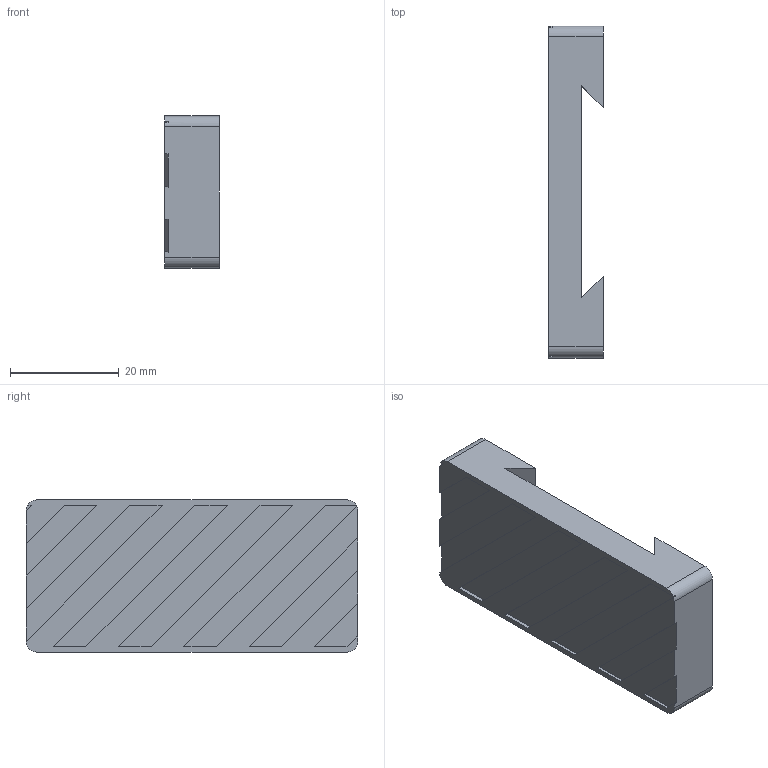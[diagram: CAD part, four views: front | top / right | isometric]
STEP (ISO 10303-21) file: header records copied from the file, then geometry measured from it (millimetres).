
FILE_DESCRIPTION(('FreeCAD Model'),'2;1');
FILE_NAME('Open CASCADE Shape Model','2025-06-14T11:28:40',(''),(''), 'Open CASCADE STEP processor 7.8','FreeCAD','Unknown');
FILE_SCHEMA(('AUTOMOTIVE_DESIGN { 1 0 10303 214 1 1 1 1 }'));
Length unit declared in the file: millimetre
Products named in the file (1): LinearPattern
Bounding box: 10 x 61 x 28 mm (x, y, z)
Volume: 12650.2 mm3; surface area: 5661.4 mm2
Topology: 1 solids, 1 shells, 48 faces, 130 edges, 86 vertices
Faces by surface type: plane 44, cylinder 4
Entity records: 3193 total; most frequent: CARTESIAN_POINT 589, DIRECTION 465, LINE 340, VECTOR 340, ORIENTED_EDGE 260, PCURVE 260, DEFINITIONAL_REPRESENTATION 260, EDGE_CURVE 130
